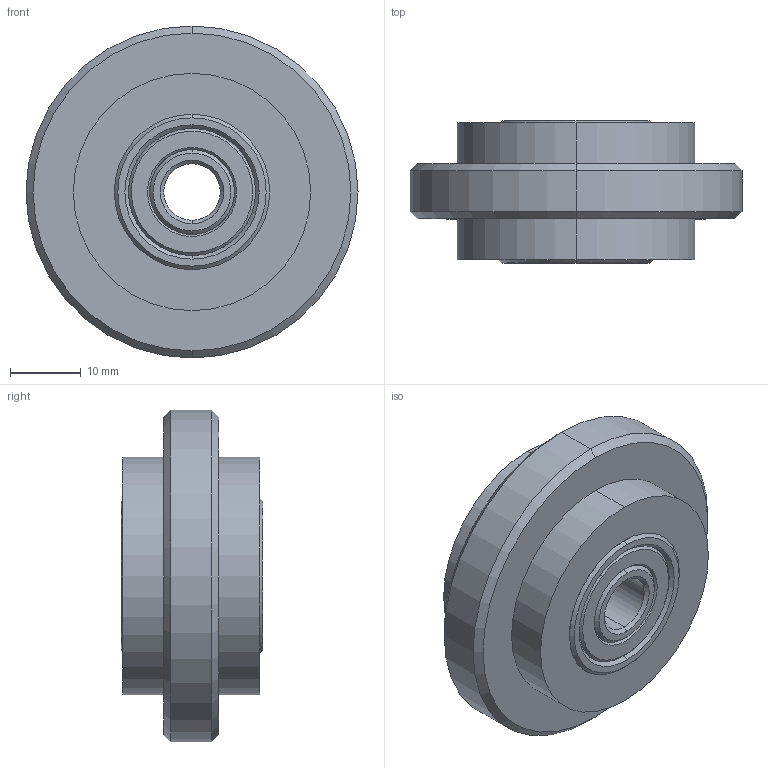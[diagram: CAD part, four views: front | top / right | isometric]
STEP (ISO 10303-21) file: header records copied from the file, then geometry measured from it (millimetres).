
FILE_DESCRIPTION(('STEP AP214'),'1');
FILE_NAME('fath_093024.stp','2017-05-12T10:04:12',('TraceParts'),('TraceParts S.A.'),'Spatial InterOp 3D',' ',' ');
FILE_SCHEMA(('automotive_design'));
Length unit declared in the file: millimetre
Products named in the file (14): fath_093024_1; fath_093024_2; fath_093024_3; fath_093024_4; fath_093024_5; fath_093024_6; fath_093024_7; fath_093024_8; fath_093024_9; fath_093024_10; fath_093024_11; fath_093024_12; fath_093024_13; fath_093024_14
Bounding box: 47 x 20.1 x 47 mm (x, y, z)
Volume: 20662.2 mm3; surface area: 11973 mm2
Topology: 14 solids, 14 shells, 172 faces, 360 edges, 204 vertices
Faces by surface type: cone 60, cylinder 56, plane 24, torus 16, sphere 16
Entity records: 6228 total; most frequent: DIRECTION 944, CARTESIAN_POINT 734, ORIENTED_EDGE 688, AXIS2_PLACEMENT_3D 414, EDGE_CURVE 344, CIRCLE 228, VERTEX_POINT 204, EDGE_LOOP 196
